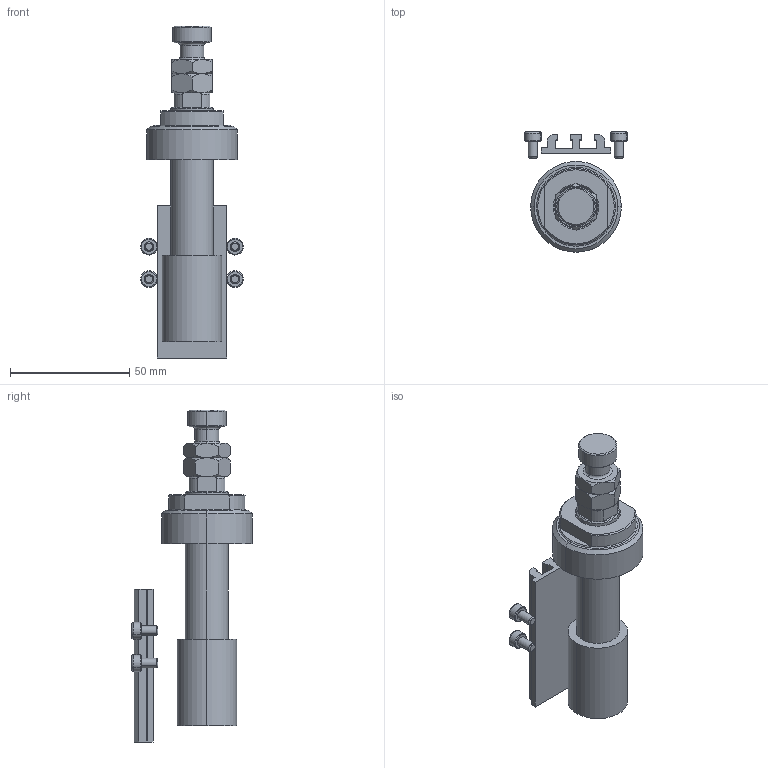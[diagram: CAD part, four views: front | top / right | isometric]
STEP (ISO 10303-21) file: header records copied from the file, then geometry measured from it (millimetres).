
FILE_DESCRIPTION (( 'STEP AP203' ), '1' );
FILE_NAME ('8c48.STEP', '2024-01-25T11:31:47', ( '' ), ( '' ), 'SwSTEP 2.0', 'SolidWorks 2019', '' );
FILE_SCHEMA (( 'CONFIG_CONTROL_DESIGN' ));
Length unit declared in the file: millimetre
Products named in the file (6): V250CE_E_Body 483a5e808284f52da3090a7ec7b47b7d; V250CE_VC_E 483a5e808284f52da3090a7ec7b47b7d; MFA 483a5e808284f52da3090a7ec7b47b7d; V250CE_C_VCP 483a5e808284f52da3090a7ec7b47b7d; ALLEN BOLT V250CE 483a5e808284f52da3090a7ec7b47b7d; 8c48
Assembly tree (8 placements, depth 2):
  8c48
    V250CE_E_Body 483a5e808284f52da3090a7ec7b47b7d
    ALLEN BOLT V250CE 483a5e808284f52da3090a7ec7b47b7d  x4
    V250CE_C_VCP 483a5e808284f52da3090a7ec7b47b7d
    V250CE_VC_E 483a5e808284f52da3090a7ec7b47b7d
    MFA 483a5e808284f52da3090a7ec7b47b7d
Bounding box: 43 x 50.5 x 139 mm (x, y, z)
Volume: 62944.7 mm3; surface area: 23125.9 mm2
Topology: 8 solids, 8 shells, 250 faces, 534 edges, 311 vertices
Faces by surface type: plane 102, cone 84, cylinder 46, torus 18
Entity records: 48858 total; most frequent: CARTESIAN_POINT 25571, ORIENTED_EDGE 5248, DIRECTION 3454, EDGE_CURVE 2624, VERTEX_POINT 1710, LINE 1540, VECTOR 1540, EDGE_LOOP 1180
